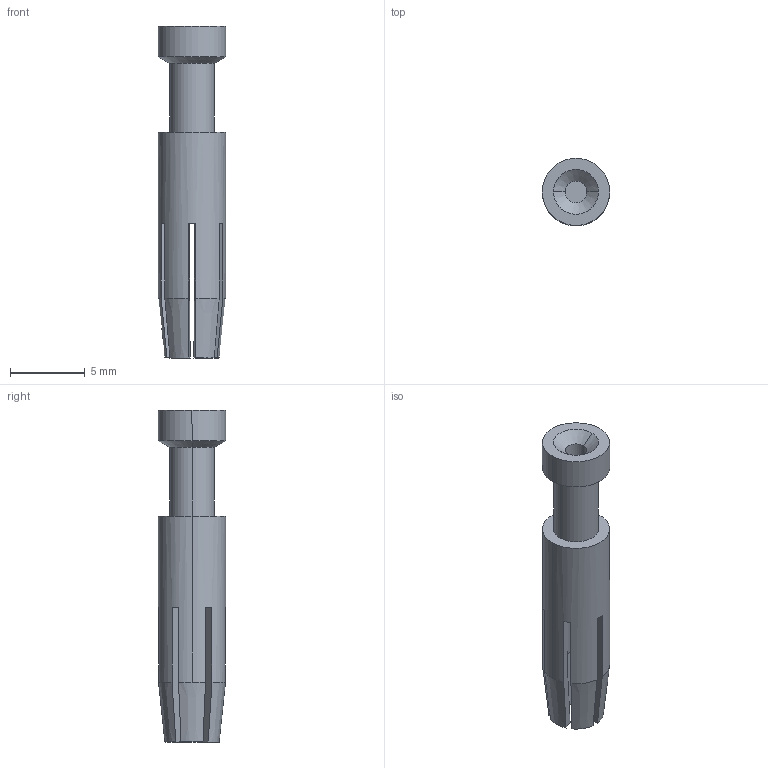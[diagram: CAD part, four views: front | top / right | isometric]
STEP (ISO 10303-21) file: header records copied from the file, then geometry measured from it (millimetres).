
FILE_DESCRIPTION(('Creo Elements/Direct Modeling STEP Export'),'2;1');
FILE_NAME('0ln7uvk48h73jga2188','2017-01-02T14:14:28',(''),(''),'PTC Creo Elements/Direct Modeling STEP processor for AP214 (Solid Model)','PTC Creo Elements/Direct Modeling 19.0E 27-Jun-2016 (C) Parametric Technology GmbH','');
FILE_SCHEMA(('AUTOMOTIVE_DESIGN { 1 0 10303 214 1 1 1 1 }'));
Length unit declared in the file: millimetre
Products named in the file (2): RCF2D_1.0
Assembly tree (1 placements, depth 2):
  RCF2D_1.0
    RCF2D_1.0
Bounding box: 4.5 x 4.5 x 22.2 mm (x, y, z)
Volume: 202 mm3; surface area: 494.9 mm2
Topology: 1 solids, 1 shells, 54 faces, 144 edges, 94 vertices
Faces by surface type: plane 28, cone 16, cylinder 10
Entity records: 1960 total; most frequent: ORIENTED_EDGE 288, CARTESIAN_POINT 251, DIRECTION 228, EDGE_CURVE 144, VERTEX_POINT 94, VECTOR 86, LINE 86, AXIS2_PLACEMENT_3D 71
